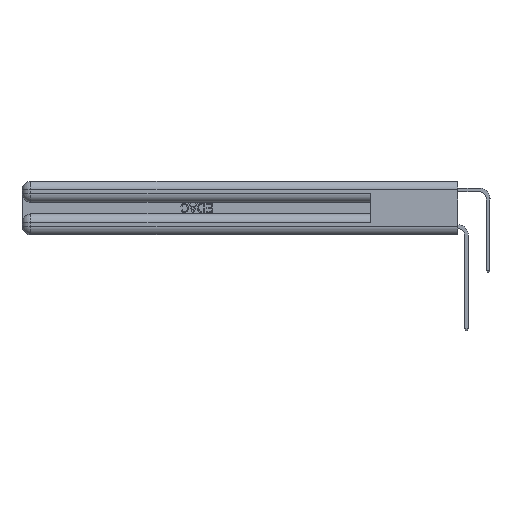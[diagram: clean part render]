
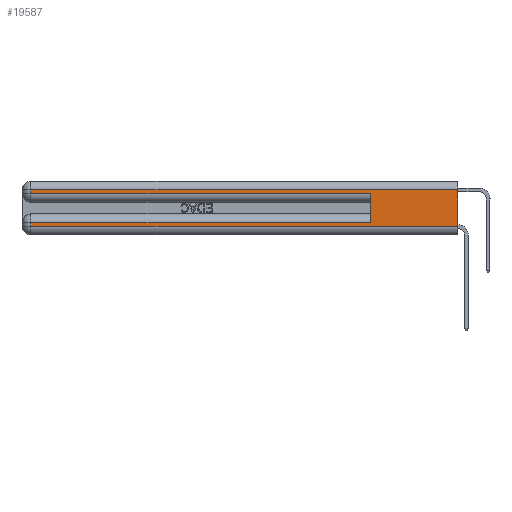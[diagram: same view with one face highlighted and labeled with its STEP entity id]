
A CAD part, left-side view. The second image highlights one B-rep face of the part: STEP entity #19587.
In plain terms, the highlighted planar face has unit normal (-1, 0, 0).
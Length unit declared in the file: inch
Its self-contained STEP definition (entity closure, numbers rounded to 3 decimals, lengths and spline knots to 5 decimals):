
#474 = CARTESIAN_POINT ( 'NONE',  ( 0., 0., 0.31 ) ) ;
#848 = FACE_OUTER_BOUND ( 'NONE', #8876, .T. ) ;
#1013 = VECTOR ( 'NONE', #21744, 39.37008 ) ;
#1141 = ORIENTED_EDGE ( 'NONE', *, *, #4051, .T. ) ;
#1263 = CARTESIAN_POINT ( 'NONE',  ( 0., 2.94, 0.06 ) ) ;
#1399 = DIRECTION ( 'NONE',  ( 1., 0., 0. ) ) ;
#1467 = VERTEX_POINT ( 'NONE', #5630 ) ;
#2049 = VECTOR ( 'NONE', #25901, 39.37008 ) ;
#2173 = DIRECTION ( 'NONE',  ( 0., -1., 0. ) ) ;
#2177 = VERTEX_POINT ( 'NONE', #1263 ) ;
#2387 = LINE ( 'NONE', #27040, #5465 ) ;
#2441 = CARTESIAN_POINT ( 'NONE',  ( 0., 0., 0.06 ) ) ;
#2855 = CARTESIAN_POINT ( 'NONE',  ( 0., 2.94, 0.37 ) ) ;
#2974 = VERTEX_POINT ( 'NONE', #23299 ) ;
#3517 = CARTESIAN_POINT ( 'NONE',  ( 0., 0.6, 0.085 ) ) ;
#4051 = EDGE_CURVE ( 'NONE', #1467, #2177, #2387, .T. ) ;
#4513 = AXIS2_PLACEMENT_3D ( 'NONE', #23559, #1399, #19114 ) ;
#5465 = VECTOR ( 'NONE', #13763, 39.37008 ) ;
#5630 = CARTESIAN_POINT ( 'NONE',  ( 0., 2.94, 0.085 ) ) ;
#6147 = EDGE_CURVE ( 'NONE', #25242, #20900, #20284, .T. ) ;
#7058 = VECTOR ( 'NONE', #25005, 39.37008 ) ;
#7697 = VECTOR ( 'NONE', #17158, 39.37008 ) ;
#8574 = EDGE_CURVE ( 'NONE', #18512, #13676, #19498, .T. ) ;
#8729 = ORIENTED_EDGE ( 'NONE', *, *, #23459, .T. ) ;
#8876 = EDGE_LOOP ( 'NONE', ( #18813, #26029, #15832, #18518, #17321, #8729, #1141, #20946 ) ) ;
#8941 = LINE ( 'NONE', #21226, #2049 ) ;
#9188 = VECTOR ( 'NONE', #10763, 39.37008 ) ;
#9367 = DIRECTION ( 'NONE',  ( 0., 1., 0. ) ) ;
#10763 = DIRECTION ( 'NONE',  ( 0., 0., 1. ) ) ;
#12321 = PLANE ( 'NONE',  #4513 ) ;
#12786 = LINE ( 'NONE', #15056, #1013 ) ;
#13646 = LINE ( 'NONE', #2855, #7058 ) ;
#13676 = VERTEX_POINT ( 'NONE', #26266 ) ;
#13763 = DIRECTION ( 'NONE',  ( 0., 0., -1. ) ) ;
#14786 = CARTESIAN_POINT ( 'NONE',  ( 0., 0.6, 0.145 ) ) ;
#15056 = CARTESIAN_POINT ( 'NONE',  ( 0., 0., 0.085 ) ) ;
#15356 = EDGE_CURVE ( 'NONE', #2974, #23080, #13646, .T. ) ;
#15657 = VECTOR ( 'NONE', #2173, 39.37008 ) ;
#15832 = ORIENTED_EDGE ( 'NONE', *, *, #15356, .T. ) ;
#16211 = EDGE_CURVE ( 'NONE', #2177, #13676, #27442, .T. ) ;
#17158 = DIRECTION ( 'NONE',  ( 0., 0., -1. ) ) ;
#17321 = ORIENTED_EDGE ( 'NONE', *, *, #6147, .F. ) ;
#17337 = EDGE_CURVE ( 'NONE', #18512, #2974, #18294, .T. ) ;
#18294 = LINE ( 'NONE', #474, #27659 ) ;
#18512 = VERTEX_POINT ( 'NONE', #26796 ) ;
#18518 = ORIENTED_EDGE ( 'NONE', *, *, #26665, .T. ) ;
#18755 = CARTESIAN_POINT ( 'NONE',  ( 0., 0.6, 0.285 ) ) ;
#18813 = ORIENTED_EDGE ( 'NONE', *, *, #8574, .F. ) ;
#19114 = DIRECTION ( 'NONE',  ( 0., 0., -1. ) ) ;
#19498 = LINE ( 'NONE', #23566, #7697 ) ;
#19587 = ADVANCED_FACE ( 'NONE', ( #848 ), #12321, .F. ) ;
#20284 = LINE ( 'NONE', #14786, #9188 ) ;
#20497 = CARTESIAN_POINT ( 'NONE',  ( 0., 2.94, 0.285 ) ) ;
#20900 = VERTEX_POINT ( 'NONE', #18755 ) ;
#20946 = ORIENTED_EDGE ( 'NONE', *, *, #16211, .T. ) ;
#21226 = CARTESIAN_POINT ( 'NONE',  ( 0., 0., 0.285 ) ) ;
#21744 = DIRECTION ( 'NONE',  ( 0., 1., 0. ) ) ;
#23080 = VERTEX_POINT ( 'NONE', #20497 ) ;
#23299 = CARTESIAN_POINT ( 'NONE',  ( 0., 2.94, 0.31 ) ) ;
#23459 = EDGE_CURVE ( 'NONE', #25242, #1467, #12786, .T. ) ;
#23559 = CARTESIAN_POINT ( 'NONE',  ( 0., 0., 0.37 ) ) ;
#23566 = CARTESIAN_POINT ( 'NONE',  ( 0., 0., 0.37 ) ) ;
#25005 = DIRECTION ( 'NONE',  ( 0., 0., -1. ) ) ;
#25242 = VERTEX_POINT ( 'NONE', #3517 ) ;
#25901 = DIRECTION ( 'NONE',  ( 0., -1., 0. ) ) ;
#26029 = ORIENTED_EDGE ( 'NONE', *, *, #17337, .T. ) ;
#26266 = CARTESIAN_POINT ( 'NONE',  ( 0., 0., 0.06 ) ) ;
#26665 = EDGE_CURVE ( 'NONE', #23080, #20900, #8941, .T. ) ;
#26796 = CARTESIAN_POINT ( 'NONE',  ( 0., 0., 0.31 ) ) ;
#27040 = CARTESIAN_POINT ( 'NONE',  ( 0., 2.94, 0.37 ) ) ;
#27442 = LINE ( 'NONE', #2441, #15657 ) ;
#27659 = VECTOR ( 'NONE', #9367, 39.37008 ) ;
